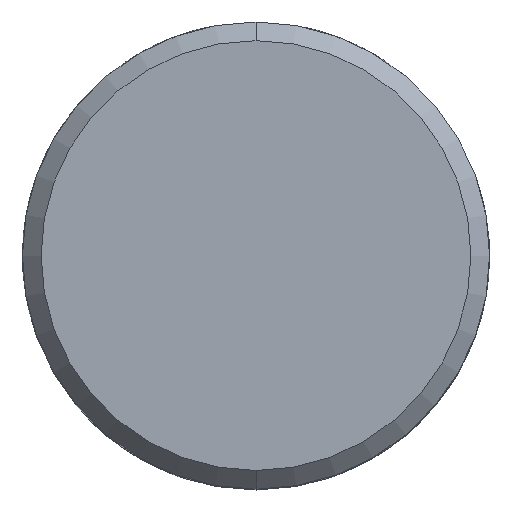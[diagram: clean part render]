
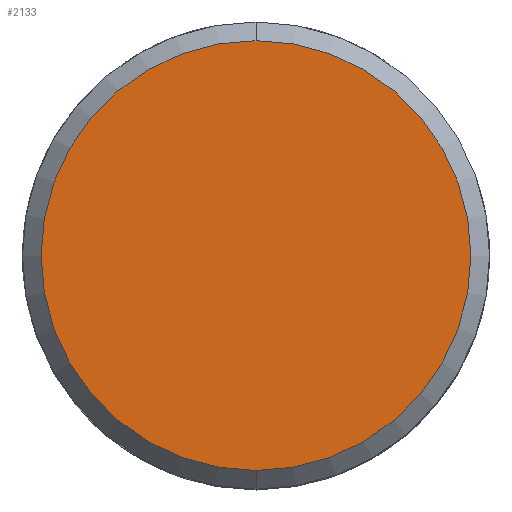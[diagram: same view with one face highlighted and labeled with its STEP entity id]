
A CAD part, top view. The second image highlights one B-rep face of the part: STEP entity #2133.
In plain terms, the highlighted planar face has unit normal (0, 0, 1).
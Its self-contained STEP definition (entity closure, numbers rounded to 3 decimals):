
#570 = EDGE_CURVE('',#571,#573,#575,.T.);
#571 = VERTEX_POINT('',#572);
#572 = CARTESIAN_POINT('',(0.,23.,50.));
#573 = VERTEX_POINT('',#574);
#574 = CARTESIAN_POINT('',(0.,-23.,
    50.));
#575 = SURFACE_CURVE('',#576,(#581,#593),.PCURVE_S1.);
#576 = CIRCLE('',#577,23.);
#577 = AXIS2_PLACEMENT_3D('',#578,#579,#580);
#578 = CARTESIAN_POINT('',(0.,0.,50.));
#579 = DIRECTION('',(0.,0.,-1.));
#580 = DIRECTION('',(0.,1.,0.));
#581 = PCURVE('',#582,#587);
#582 = CONICAL_SURFACE('',#583,25.,0.785);
#583 = AXIS2_PLACEMENT_3D('',#584,#585,#586);
#584 = CARTESIAN_POINT('',(0.,0.,48.));
#585 = DIRECTION('',(-0.,0.,-1.));
#586 = DIRECTION('',(0.,1.,0.));
#587 = DEFINITIONAL_REPRESENTATION('',(#588),#592);
#588 = LINE('',#589,#590);
#589 = CARTESIAN_POINT('',(0.,-2.));
#590 = VECTOR('',#591,1.);
#591 = DIRECTION('',(1.,0.));
#592 = ( GEOMETRIC_REPRESENTATION_CONTEXT(2) 
PARAMETRIC_REPRESENTATION_CONTEXT() REPRESENTATION_CONTEXT('2D SPACE',''
  ) );
#593 = PCURVE('',#594,#599);
#594 = PLANE('',#595);
#595 = AXIS2_PLACEMENT_3D('',#596,#597,#598);
#596 = CARTESIAN_POINT('',(23.,0.,50.));
#597 = DIRECTION('',(0.,0.,1.));
#598 = DIRECTION('',(0.,-1.,0.));
#599 = DEFINITIONAL_REPRESENTATION('',(#600),#608);
#600 = ( BOUNDED_CURVE() B_SPLINE_CURVE(2,(#601,#602,#603,#604,#605,#606
,#607),.UNSPECIFIED.,.T.,.F.) B_SPLINE_CURVE_WITH_KNOTS((1,2,2,2,2,1),(
    -2.094,0.,2.094,4.189,6.283,
8.378),.UNSPECIFIED.) CURVE() GEOMETRIC_REPRESENTATION_ITEM() 
RATIONAL_B_SPLINE_CURVE((1.,0.5,1.,0.5,1.,0.5,1.)) REPRESENTATION_ITEM(
  '') );
#601 = CARTESIAN_POINT('',(-23.,-23.));
#602 = CARTESIAN_POINT('',(-23.,16.837));
#603 = CARTESIAN_POINT('',(11.5,-3.081));
#604 = CARTESIAN_POINT('',(46.,-23.));
#605 = CARTESIAN_POINT('',(11.5,-42.919));
#606 = CARTESIAN_POINT('',(-23.,-62.837));
#607 = CARTESIAN_POINT('',(-23.,-23.));
#608 = ( GEOMETRIC_REPRESENTATION_CONTEXT(2) 
PARAMETRIC_REPRESENTATION_CONTEXT() REPRESENTATION_CONTEXT('2D SPACE',''
  ) );
#626 = CONICAL_SURFACE('',#627,25.,0.785);
#627 = AXIS2_PLACEMENT_3D('',#628,#629,#630);
#628 = CARTESIAN_POINT('',(0.,0.,48.));
#629 = DIRECTION('',(-0.,0.,-1.));
#630 = DIRECTION('',(0.,1.,0.));
#2106 = EDGE_CURVE('',#573,#571,#2107,.T.);
#2107 = SURFACE_CURVE('',#2108,(#2113,#2120),.PCURVE_S1.);
#2108 = CIRCLE('',#2109,23.);
#2109 = AXIS2_PLACEMENT_3D('',#2110,#2111,#2112);
#2110 = CARTESIAN_POINT('',(0.,0.,50.));
#2111 = DIRECTION('',(0.,0.,-1.));
#2112 = DIRECTION('',(0.,1.,0.));
#2113 = PCURVE('',#626,#2114);
#2114 = DEFINITIONAL_REPRESENTATION('',(#2115),#2119);
#2115 = LINE('',#2116,#2117);
#2116 = CARTESIAN_POINT('',(0.,-2.));
#2117 = VECTOR('',#2118,1.);
#2118 = DIRECTION('',(1.,0.));
#2119 = ( GEOMETRIC_REPRESENTATION_CONTEXT(2) 
PARAMETRIC_REPRESENTATION_CONTEXT() REPRESENTATION_CONTEXT('2D SPACE',''
  ) );
#2120 = PCURVE('',#594,#2121);
#2121 = DEFINITIONAL_REPRESENTATION('',(#2122),#2130);
#2122 = ( BOUNDED_CURVE() B_SPLINE_CURVE(2,(#2123,#2124,#2125,#2126,
#2127,#2128,#2129),.UNSPECIFIED.,.T.,.F.) B_SPLINE_CURVE_WITH_KNOTS((1,2
    ,2,2,2,1),(-2.094,0.,2.094,4.189,
6.283,8.378),.UNSPECIFIED.) CURVE() 
GEOMETRIC_REPRESENTATION_ITEM() RATIONAL_B_SPLINE_CURVE((1.,0.5,1.,0.5,
1.,0.5,1.)) REPRESENTATION_ITEM('') );
#2123 = CARTESIAN_POINT('',(-23.,-23.));
#2124 = CARTESIAN_POINT('',(-23.,16.837));
#2125 = CARTESIAN_POINT('',(11.5,-3.081));
#2126 = CARTESIAN_POINT('',(46.,-23.));
#2127 = CARTESIAN_POINT('',(11.5,-42.919));
#2128 = CARTESIAN_POINT('',(-23.,-62.837));
#2129 = CARTESIAN_POINT('',(-23.,-23.));
#2130 = ( GEOMETRIC_REPRESENTATION_CONTEXT(2) 
PARAMETRIC_REPRESENTATION_CONTEXT() REPRESENTATION_CONTEXT('2D SPACE',''
  ) );
#2133 = ADVANCED_FACE('',(#2134),#594,.T.);
#2134 = FACE_BOUND('',#2135,.T.);
#2135 = EDGE_LOOP('',(#2136,#2137));
#2136 = ORIENTED_EDGE('',*,*,#570,.F.);
#2137 = ORIENTED_EDGE('',*,*,#2106,.F.);
